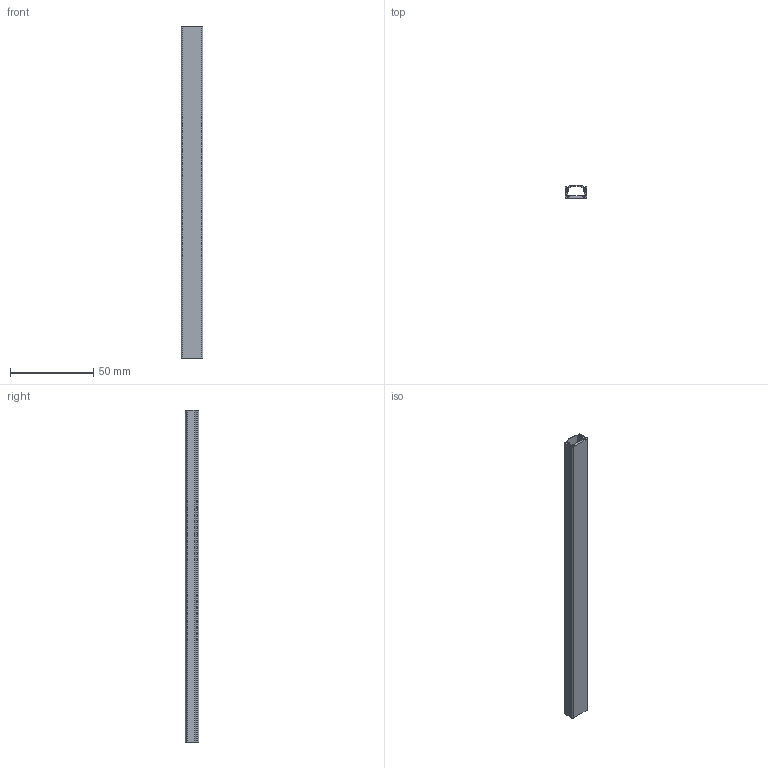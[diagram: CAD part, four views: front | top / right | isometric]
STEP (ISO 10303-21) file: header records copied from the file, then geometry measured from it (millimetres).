
FILE_DESCRIPTION((''),'2;1');
FILE_NAME('AP013_ASM','2020-08-27T',('Administrator'),(''),'PRO/ENGINEER BY PARAMETRIC TECHNOLOGY CORPORATION, 2011310','PRO/ENGINEER BY PARAMETRIC TECHNOLOGY CORPORATION, 2011310','');
FILE_SCHEMA(('AUTOMOTIVE_DESIGN_CC2 { 1 2 10303 214 -1 1 5 2 }'));
Length unit declared in the file: millimetre
Products named in the file (3): AP013-BASE; AP013-DIFFUSE; AP013_ASM
Assembly tree (2 placements, depth 2):
  AP013_ASM
    AP013-BASE
    AP013-DIFFUSE
Bounding box: 13.1 x 8.05 x 200 mm (x, y, z)
Volume: 7304.2 mm3; surface area: 18587.9 mm2
Topology: 2 solids, 2 shells, 80 faces, 228 edges, 152 vertices
Faces by surface type: cylinder 42, plane 38
Entity records: 3399 total; most frequent: DIRECTION 482, CARTESIAN_POINT 465, ORIENTED_EDGE 456, PRESENTATION_STYLE_ASSIGNMENT 230, STYLED_ITEM 230, CURVE_STYLE 228, EDGE_CURVE 228, AXIS2_PLACEMENT_3D 169
